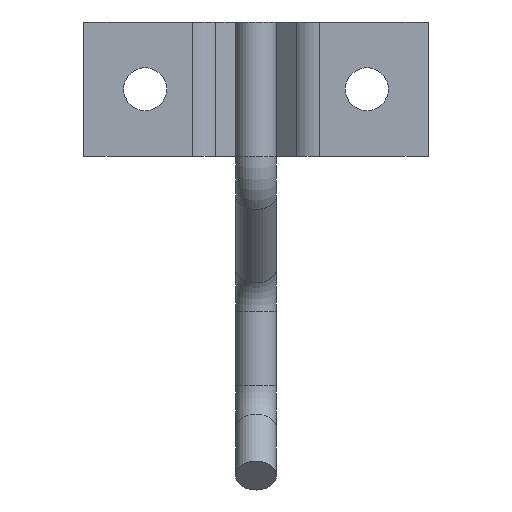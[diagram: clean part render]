
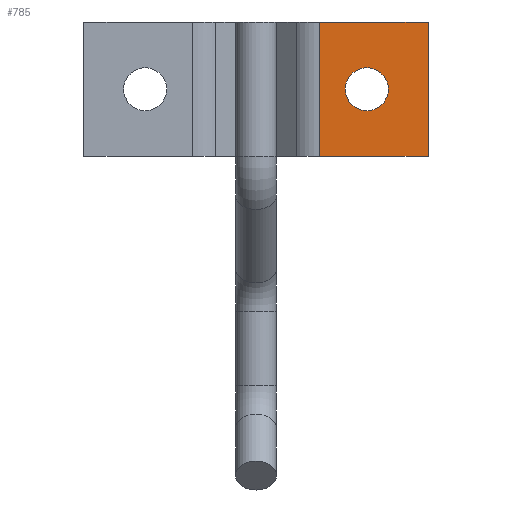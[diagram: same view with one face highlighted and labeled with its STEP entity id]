
A CAD part, front view. The second image highlights one B-rep face of the part: STEP entity #785.
In plain terms, the highlighted planar face has unit normal (0, -1, 0).
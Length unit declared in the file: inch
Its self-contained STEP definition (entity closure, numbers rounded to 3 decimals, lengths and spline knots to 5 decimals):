
#22=FACE_BOUND('',#155,.T.);
#50=CIRCLE('',#849,0.2);
#107=FACE_OUTER_BOUND('',#154,.T.);
#154=EDGE_LOOP('',(#600,#601,#602,#603));
#155=EDGE_LOOP('',(#604));
#206=LINE('',#1307,#270);
#224=LINE('',#1354,#288);
#225=LINE('',#1357,#289);
#226=LINE('',#1358,#290);
#270=VECTOR('',#1000,0.3937);
#288=VECTOR('',#1048,0.3937);
#289=VECTOR('',#1051,0.3937);
#290=VECTOR('',#1052,0.3937);
#329=VERTEX_POINT('',#1279);
#341=VERTEX_POINT('',#1304);
#342=VERTEX_POINT('',#1306);
#356=VERTEX_POINT('',#1352);
#357=VERTEX_POINT('',#1356);
#410=EDGE_CURVE('',#329,#329,#50,.T.);
#423=EDGE_CURVE('',#341,#342,#206,.T.);
#447=EDGE_CURVE('',#341,#356,#224,.T.);
#448=EDGE_CURVE('',#357,#356,#225,.T.);
#449=EDGE_CURVE('',#342,#357,#226,.T.);
#600=ORIENTED_EDGE('',*,*,#447,.T.);
#601=ORIENTED_EDGE('',*,*,#448,.F.);
#602=ORIENTED_EDGE('',*,*,#449,.F.);
#603=ORIENTED_EDGE('',*,*,#423,.F.);
#604=ORIENTED_EDGE('',*,*,#410,.T.);
#707=PLANE('',#870);
#785=ADVANCED_FACE('',(#107,#22),#707,.T.);
#849=AXIS2_PLACEMENT_3D('',#1280,#980,#981);
#870=AXIS2_PLACEMENT_3D('',#1355,#1049,#1050);
#980=DIRECTION('center_axis',(0.,1.,0.));
#981=DIRECTION('ref_axis',(1.,0.,0.));
#1000=DIRECTION('',(-1.,0.,0.));
#1048=DIRECTION('',(0.,0.,1.));
#1049=DIRECTION('center_axis',(0.,-1.,0.));
#1050=DIRECTION('ref_axis',(1.,0.,0.));
#1051=DIRECTION('',(1.,0.,0.));
#1052=DIRECTION('',(0.,0.,1.));
#1279=CARTESIAN_POINT('',(0.83,0.,0.));
#1280=CARTESIAN_POINT('Origin',(1.03,0.,0.));
#1304=CARTESIAN_POINT('',(1.6,0.,-0.625));
#1306=CARTESIAN_POINT('',(0.59,0.,-0.625));
#1307=CARTESIAN_POINT('',(0.59,0.,-0.625));
#1352=CARTESIAN_POINT('',(1.6,0.,0.625));
#1354=CARTESIAN_POINT('',(1.6,0.,0.));
#1355=CARTESIAN_POINT('Origin',(0.59,0.,0.));
#1356=CARTESIAN_POINT('',(0.59,0.,0.625));
#1357=CARTESIAN_POINT('',(0.59,0.,0.625));
#1358=CARTESIAN_POINT('',(0.59,0.,0.));
